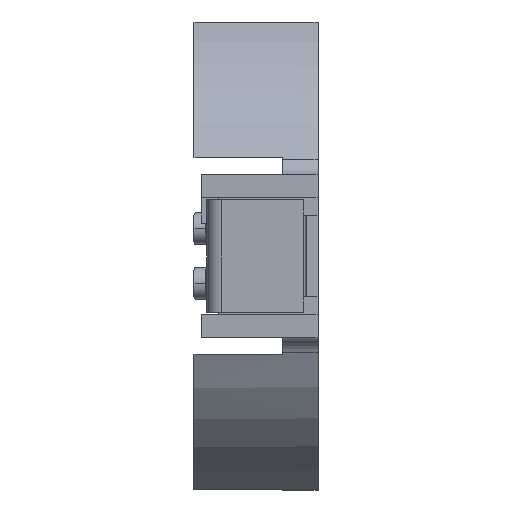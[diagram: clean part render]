
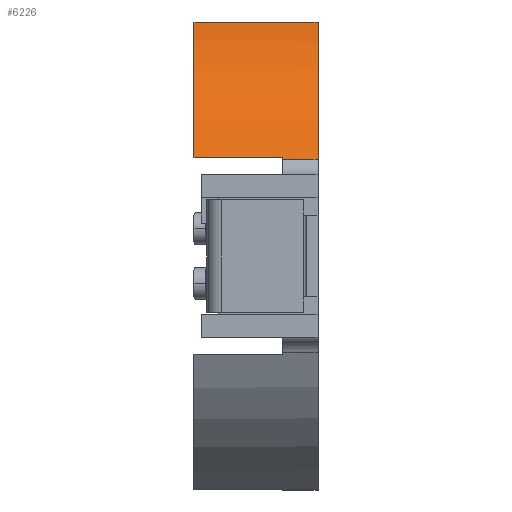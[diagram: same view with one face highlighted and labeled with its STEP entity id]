
A CAD part, left-side view. The second image highlights one B-rep face of the part: STEP entity #6226.
In plain terms, the highlighted cylindrical face has radius 11.2 mm (diameter 22.4 mm), a partial arc.
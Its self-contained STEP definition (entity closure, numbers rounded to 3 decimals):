
#51 = LINE ( 'NONE', #7356, #2724 ) ;
#105 = CYLINDRICAL_SURFACE ( 'NONE', #2515, 11.2 ) ;
#407 = DIRECTION ( 'NONE',  ( 0., -1., 0. ) ) ;
#429 = DIRECTION ( 'NONE',  ( 0., -1., 0. ) ) ;
#531 = DIRECTION ( 'NONE',  ( 0., 1., 0. ) ) ;
#732 = CARTESIAN_POINT ( 'NONE',  ( -5.044, 5.3, 10. ) ) ;
#907 = DIRECTION ( 'NONE',  ( 0., -1., 0. ) ) ;
#915 = EDGE_CURVE ( 'NONE', #1817, #3423, #5952, .T. ) ;
#976 = ORIENTED_EDGE ( 'NONE', *, *, #915, .F. ) ;
#992 = AXIS2_PLACEMENT_3D ( 'NONE', #1472, #429, #6737 ) ;
#1472 = CARTESIAN_POINT ( 'NONE',  ( 0., 0., 0. ) ) ;
#1569 = ORIENTED_EDGE ( 'NONE', *, *, #5780, .F. ) ;
#1785 = CARTESIAN_POINT ( 'NONE',  ( -10.41, 0., 4.131 ) ) ;
#1798 = CARTESIAN_POINT ( 'NONE',  ( -10.383, 5.3, 4.2 ) ) ;
#1817 = VERTEX_POINT ( 'NONE', #4228 ) ;
#1897 = ORIENTED_EDGE ( 'NONE', *, *, #5422, .F. ) ;
#1968 = CARTESIAN_POINT ( 'NONE',  ( -10.41, 1.5, 4.131 ) ) ;
#2101 = VERTEX_POINT ( 'NONE', #6148 ) ;
#2109 = VECTOR ( 'NONE', #907, 1000. ) ;
#2297 = CIRCLE ( 'NONE', #4640, 11.2 ) ;
#2515 = AXIS2_PLACEMENT_3D ( 'NONE', #6052, #2554, #2587 ) ;
#2554 = DIRECTION ( 'NONE',  ( 0., -1., 0. ) ) ;
#2587 = DIRECTION ( 'NONE',  ( 0., 0., 1. ) ) ;
#2669 = DIRECTION ( 'NONE',  ( 0., 0., -1. ) ) ;
#2724 = VECTOR ( 'NONE', #531, 1000. ) ;
#2751 = FACE_OUTER_BOUND ( 'NONE', #3568, .T. ) ;
#2991 = VERTEX_POINT ( 'NONE', #5339 ) ;
#3058 = CIRCLE ( 'NONE', #992, 11.2 ) ;
#3414 = DIRECTION ( 'NONE',  ( 0., -1., 0. ) ) ;
#3423 = VERTEX_POINT ( 'NONE', #1798 ) ;
#3451 = ORIENTED_EDGE ( 'NONE', *, *, #6381, .F. ) ;
#3496 = EDGE_CURVE ( 'NONE', #5288, #5099, #51, .T. ) ;
#3568 = EDGE_LOOP ( 'NONE', ( #5287, #5214, #3451, #1569, #1897, #4362, #976 ) ) ;
#4197 = VECTOR ( 'NONE', #4239, 1000. ) ;
#4228 = CARTESIAN_POINT ( 'NONE',  ( -10.383, 1.5, 4.2 ) ) ;
#4239 = DIRECTION ( 'NONE',  ( 0., -1., 0. ) ) ;
#4362 = ORIENTED_EDGE ( 'NONE', *, *, #4747, .T. ) ;
#4640 = AXIS2_PLACEMENT_3D ( 'NONE', #6662, #407, #2669 ) ;
#4677 = VECTOR ( 'NONE', #5540, 1000. ) ;
#4747 = EDGE_CURVE ( 'NONE', #2991, #3423, #6421, .T. ) ;
#5029 = CARTESIAN_POINT ( 'NONE',  ( -5.044, 5.3, 10. ) ) ;
#5099 = VERTEX_POINT ( 'NONE', #1968 ) ;
#5209 = CARTESIAN_POINT ( 'NONE',  ( 0., 5.3, 0. ) ) ;
#5214 = ORIENTED_EDGE ( 'NONE', *, *, #3496, .F. ) ;
#5287 = ORIENTED_EDGE ( 'NONE', *, *, #5735, .T. ) ;
#5288 = VERTEX_POINT ( 'NONE', #1785 ) ;
#5294 = LINE ( 'NONE', #732, #4197 ) ;
#5339 = CARTESIAN_POINT ( 'NONE',  ( -5.044, 5.3, 10. ) ) ;
#5422 = EDGE_CURVE ( 'NONE', #2991, #2101, #5294, .T. ) ;
#5540 = DIRECTION ( 'NONE',  ( 0., 1., 0. ) ) ;
#5735 = EDGE_CURVE ( 'NONE', #1817, #5099, #2297, .T. ) ;
#5780 = EDGE_CURVE ( 'NONE', #2101, #6319, #7030, .T. ) ;
#5952 = LINE ( 'NONE', #6166, #4677 ) ;
#5993 = CARTESIAN_POINT ( 'NONE',  ( -5.044, 0., 10. ) ) ;
#6052 = CARTESIAN_POINT ( 'NONE',  ( 0., 5.3, 0. ) ) ;
#6148 = CARTESIAN_POINT ( 'NONE',  ( -5.044, 1.5, 10. ) ) ;
#6159 = AXIS2_PLACEMENT_3D ( 'NONE', #5209, #3414, #6899 ) ;
#6166 = CARTESIAN_POINT ( 'NONE',  ( -10.383, 1.5, 4.2 ) ) ;
#6226 = ADVANCED_FACE ( 'NONE', ( #2751 ), #105, .T. ) ;
#6319 = VERTEX_POINT ( 'NONE', #5993 ) ;
#6381 = EDGE_CURVE ( 'NONE', #6319, #5288, #3058, .T. ) ;
#6421 = CIRCLE ( 'NONE', #6159, 11.2 ) ;
#6662 = CARTESIAN_POINT ( 'NONE',  ( 0., 1.5, 0. ) ) ;
#6737 = DIRECTION ( 'NONE',  ( 0., 0., -1. ) ) ;
#6899 = DIRECTION ( 'NONE',  ( 0., 0., -1. ) ) ;
#7030 = LINE ( 'NONE', #5029, #2109 ) ;
#7356 = CARTESIAN_POINT ( 'NONE',  ( -10.41, 5.3, 4.131 ) ) ;
